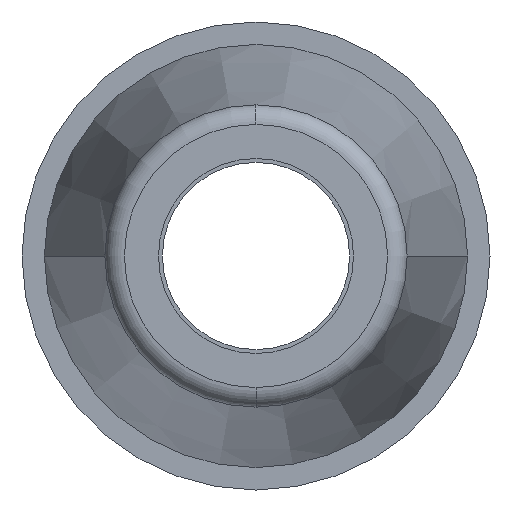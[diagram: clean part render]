
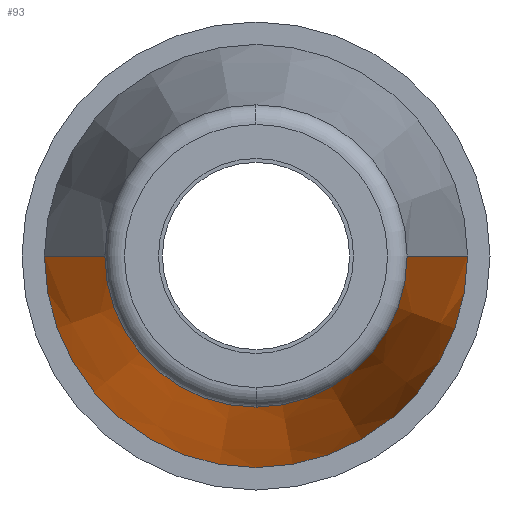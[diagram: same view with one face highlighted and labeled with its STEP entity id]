
A CAD part, front view. The second image highlights one B-rep face of the part: STEP entity #93.
In plain terms, the highlighted conical face has half-angle 7.676 degrees and reference radius 4.65 mm.
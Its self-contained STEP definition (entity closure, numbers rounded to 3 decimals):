
#93=ADVANCED_FACE('',(#227),#228,.T.);
#227=FACE_OUTER_BOUND('',#412,.T.);
#228=CONICAL_SURFACE('',#413,4.65,0.134);
#412=EDGE_LOOP('',(#626,#627,#628,#629));
#413=AXIS2_PLACEMENT_3D('',#630,#631,#632);
#626=ORIENTED_EDGE('',*,*,#1049,.F.);
#627=ORIENTED_EDGE('',*,*,#1050,.T.);
#628=ORIENTED_EDGE('',*,*,#1051,.F.);
#629=ORIENTED_EDGE('',*,*,#1046,.F.);
#630=CARTESIAN_POINT('',(0.0,10.75,0.0));
#631=DIRECTION('',(-0.0,1.0,-0.0));
#632=DIRECTION('',(1.0,0.0,0.0));
#1046=EDGE_CURVE('',#1220,#1225,#1238,.T.);
#1049=EDGE_CURVE('',#1241,#1220,#1242,.T.);
#1050=EDGE_CURVE('',#1241,#1243,#1244,.T.);
#1051=EDGE_CURVE('',#1225,#1243,#1245,.T.);
#1220=VERTEX_POINT('',#1467);
#1225=VERTEX_POINT('',#1473);
#1238=CIRCLE('',#1489,5.425);
#1241=VERTEX_POINT('',#1492);
#1242=LINE('',#1493,#1494);
#1243=VERTEX_POINT('',#1495);
#1244=CIRCLE('',#1496,3.875);
#1245=LINE('',#1497,#1498);
#1467=CARTESIAN_POINT('',(5.425,16.5,0.0));
#1473=CARTESIAN_POINT('',(-5.425,16.5,0.));
#1489=AXIS2_PLACEMENT_3D('',#1749,#1750,#1751);
#1492=CARTESIAN_POINT('',(3.875,5.0,0.0));
#1493=CARTESIAN_POINT('',(4.65,10.75,0.));
#1494=VECTOR('',#1755,1.0);
#1495=CARTESIAN_POINT('',(-3.875,5.0,0.));
#1496=AXIS2_PLACEMENT_3D('',#1756,#1757,#1758);
#1497=CARTESIAN_POINT('',(-4.65,10.75,0.));
#1498=VECTOR('',#1759,1.0);
#1749=CARTESIAN_POINT('',(0.0,16.5,0.0));
#1750=DIRECTION('',(-0.0,1.0,0.0));
#1751=DIRECTION('',(1.0,0.0,0.0));
#1755=DIRECTION('',(0.134,0.991,0.));
#1756=CARTESIAN_POINT('',(0.0,5.0,0.0));
#1757=DIRECTION('',(-0.0,1.0,0.0));
#1758=DIRECTION('',(1.0,0.0,0.0));
#1759=DIRECTION('',(0.134,-0.991,0.));
